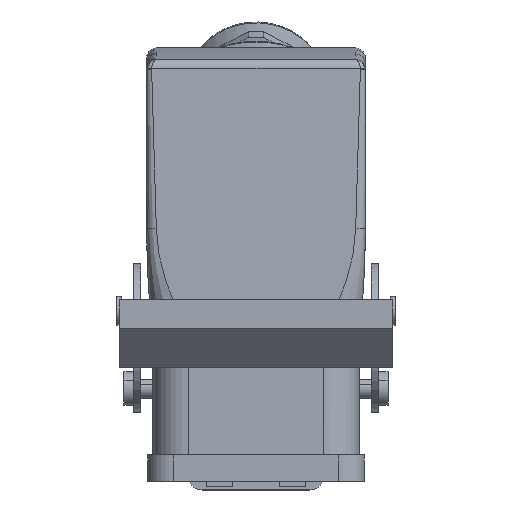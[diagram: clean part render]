
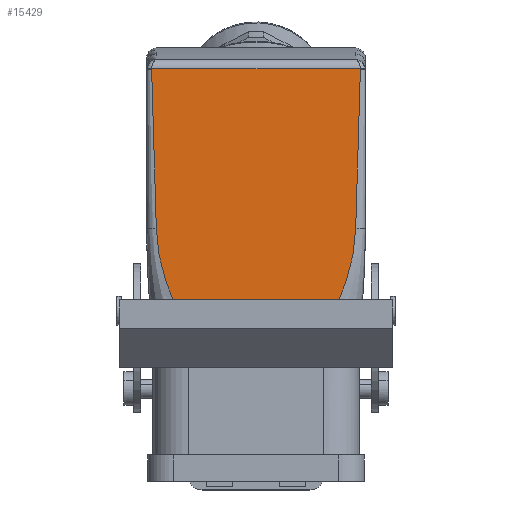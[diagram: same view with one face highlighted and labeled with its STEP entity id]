
A CAD part, front view. The second image highlights one B-rep face of the part: STEP entity #15429.
In plain terms, the highlighted planar face has unit normal (0, -1, 0.013).
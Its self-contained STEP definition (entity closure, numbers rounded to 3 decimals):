
#15323=AXIS2_PLACEMENT_3D('Plane Axis2P3D',#15320,#15321,#15322) ;
#8404=CARTESIAN_POINT('Vertex',(42.773,18.14,31.1)) ;
#8407=CARTESIAN_POINT('Line Origine',(29.,18.14,31.1)) ;
#8411=CARTESIAN_POINT('Vertex',(15.227,18.14,31.1)) ;
#14595=CARTESIAN_POINT('Vertex',(45.767,18.235,38.386)) ;
#14599=CARTESIAN_POINT('Control Point',(45.767,18.235,38.386)) ;
#14600=CARTESIAN_POINT('Control Point',(45.461,18.226,37.66)) ;
#14601=CARTESIAN_POINT('Control Point',(45.153,18.216,36.934)) ;
#14602=CARTESIAN_POINT('Control Point',(44.845,18.207,36.206)) ;
#14603=CARTESIAN_POINT('Control Point',(44.236,18.188,34.749)) ;
#14604=CARTESIAN_POINT('Control Point',(43.641,18.168,33.291)) ;
#14605=CARTESIAN_POINT('Control Point',(43.349,18.159,32.562)) ;
#14606=CARTESIAN_POINT('Control Point',(43.06,18.149,31.831)) ;
#14607=CARTESIAN_POINT('Control Point',(42.773,18.14,31.1)) ;
#15240=CARTESIAN_POINT('Vertex',(49.751,18.446,54.465)) ;
#15244=CARTESIAN_POINT('Control Point',(49.751,18.446,54.465)) ;
#15245=CARTESIAN_POINT('Control Point',(49.691,18.43,53.281)) ;
#15246=CARTESIAN_POINT('Control Point',(49.616,18.415,52.099)) ;
#15247=CARTESIAN_POINT('Control Point',(49.501,18.399,50.918)) ;
#15248=CARTESIAN_POINT('Control Point',(49.035,18.356,47.624)) ;
#15249=CARTESIAN_POINT('Control Point',(48.162,18.314,44.392)) ;
#15250=CARTESIAN_POINT('Control Point',(47.432,18.287,42.36)) ;
#15251=CARTESIAN_POINT('Control Point',(46.618,18.261,40.363)) ;
#15252=CARTESIAN_POINT('Control Point',(45.767,18.235,38.386)) ;
#15320=CARTESIAN_POINT('Axis2P3D Location',(29.,19.186,111.015)) ;
#15326=CARTESIAN_POINT('Control Point',(7.271,18.879,87.565)) ;
#15327=CARTESIAN_POINT('Control Point',(7.278,18.87,86.91)) ;
#15328=CARTESIAN_POINT('Control Point',(7.287,18.862,86.257)) ;
#15329=CARTESIAN_POINT('Control Point',(7.296,18.853,85.605)) ;
#15330=CARTESIAN_POINT('Control Point',(7.315,18.836,84.267)) ;
#15331=CARTESIAN_POINT('Control Point',(7.338,18.818,82.922)) ;
#15332=CARTESIAN_POINT('Control Point',(7.347,18.811,82.39)) ;
#15333=CARTESIAN_POINT('Control Point',(7.432,18.751,77.821)) ;
#15334=CARTESIAN_POINT('Control Point',(7.549,18.692,73.252)) ;
#15335=CARTESIAN_POINT('Control Point',(7.668,18.641,69.375)) ;
#15336=CARTESIAN_POINT('Control Point',(7.839,18.571,64.066)) ;
#15337=CARTESIAN_POINT('Control Point',(8.05,18.502,58.759)) ;
#15338=CARTESIAN_POINT('Control Point',(8.11,18.483,57.327)) ;
#15339=CARTESIAN_POINT('Control Point',(8.176,18.464,55.896)) ;
#15340=CARTESIAN_POINT('Control Point',(8.249,18.446,54.465)) ;
#15341=CARTESIAN_POINT('Vertex',(8.249,18.446,54.465)) ;
#15343=CARTESIAN_POINT('Vertex',(7.271,18.879,87.565)) ;
#15347=CARTESIAN_POINT('Control Point',(8.249,18.446,54.465)) ;
#15348=CARTESIAN_POINT('Control Point',(8.31,18.43,53.265)) ;
#15349=CARTESIAN_POINT('Control Point',(8.387,18.414,52.067)) ;
#15350=CARTESIAN_POINT('Control Point',(8.502,18.399,50.885)) ;
#15351=CARTESIAN_POINT('Control Point',(8.839,18.368,48.523)) ;
#15352=CARTESIAN_POINT('Control Point',(9.385,18.337,46.196)) ;
#15353=CARTESIAN_POINT('Control Point',(9.707,18.322,45.054)) ;
#15354=CARTESIAN_POINT('Control Point',(10.364,18.296,43.019)) ;
#15355=CARTESIAN_POINT('Control Point',(11.13,18.27,41.021)) ;
#15356=CARTESIAN_POINT('Control Point',(11.488,18.258,40.138)) ;
#15357=CARTESIAN_POINT('Control Point',(11.857,18.247,39.26)) ;
#15358=CARTESIAN_POINT('Control Point',(12.233,18.235,38.386)) ;
#15359=CARTESIAN_POINT('Vertex',(12.233,18.235,38.386)) ;
#15363=CARTESIAN_POINT('Control Point',(12.233,18.235,38.386)) ;
#15364=CARTESIAN_POINT('Control Point',(12.723,18.22,37.224)) ;
#15365=CARTESIAN_POINT('Control Point',(13.217,18.205,36.062)) ;
#15366=CARTESIAN_POINT('Control Point',(13.706,18.19,34.897)) ;
#15367=CARTESIAN_POINT('Control Point',(14.301,18.17,33.439)) ;
#15368=CARTESIAN_POINT('Control Point',(14.882,18.151,31.977)) ;
#15369=CARTESIAN_POINT('Control Point',(14.997,18.147,31.685)) ;
#15370=CARTESIAN_POINT('Control Point',(15.112,18.144,31.393)) ;
#15371=CARTESIAN_POINT('Control Point',(15.227,18.14,31.1)) ;
#15374=CARTESIAN_POINT('Control Point',(50.729,18.879,87.565)) ;
#15375=CARTESIAN_POINT('Control Point',(50.722,18.87,86.91)) ;
#15376=CARTESIAN_POINT('Control Point',(50.713,18.862,86.257)) ;
#15377=CARTESIAN_POINT('Control Point',(50.704,18.853,85.605)) ;
#15378=CARTESIAN_POINT('Control Point',(50.685,18.836,84.267)) ;
#15379=CARTESIAN_POINT('Control Point',(50.662,18.818,82.922)) ;
#15380=CARTESIAN_POINT('Control Point',(50.653,18.811,82.39)) ;
#15381=CARTESIAN_POINT('Control Point',(50.568,18.751,77.821)) ;
#15382=CARTESIAN_POINT('Control Point',(50.451,18.692,73.252)) ;
#15383=CARTESIAN_POINT('Control Point',(50.332,18.641,69.375)) ;
#15384=CARTESIAN_POINT('Control Point',(50.161,18.571,64.066)) ;
#15385=CARTESIAN_POINT('Control Point',(49.95,18.502,58.759)) ;
#15386=CARTESIAN_POINT('Control Point',(49.89,18.483,57.327)) ;
#15387=CARTESIAN_POINT('Control Point',(49.824,18.464,55.896)) ;
#15388=CARTESIAN_POINT('Control Point',(49.751,18.446,54.465)) ;
#15389=CARTESIAN_POINT('Vertex',(50.729,18.879,87.565)) ;
#15393=CARTESIAN_POINT('Control Point',(50.72,18.881,87.705)) ;
#15394=CARTESIAN_POINT('Control Point',(50.724,18.88,87.677)) ;
#15395=CARTESIAN_POINT('Control Point',(50.727,18.88,87.649)) ;
#15396=CARTESIAN_POINT('Control Point',(50.729,18.88,87.621)) ;
#15397=CARTESIAN_POINT('Control Point',(50.729,18.879,87.593)) ;
#15398=CARTESIAN_POINT('Control Point',(50.729,18.879,87.565)) ;
#15399=CARTESIAN_POINT('Vertex',(50.72,18.881,87.705)) ;
#15402=CARTESIAN_POINT('Line Origine',(29.,18.881,87.705)) ;
#15406=CARTESIAN_POINT('Vertex',(7.28,18.881,87.705)) ;
#15410=CARTESIAN_POINT('Control Point',(7.28,18.881,87.705)) ;
#15411=CARTESIAN_POINT('Control Point',(7.276,18.88,87.677)) ;
#15412=CARTESIAN_POINT('Control Point',(7.273,18.88,87.649)) ;
#15413=CARTESIAN_POINT('Control Point',(7.271,18.88,87.621)) ;
#15414=CARTESIAN_POINT('Control Point',(7.271,18.879,87.593)) ;
#15415=CARTESIAN_POINT('Control Point',(7.271,18.879,87.565)) ;
#8408=DIRECTION('Vector Direction',(-1.,0.,0.)) ;
#15321=DIRECTION('Axis2P3D Direction',(0.,-1.,0.013)) ;
#15322=DIRECTION('Axis2P3D XDirection',(-1.,0.,0.)) ;
#15403=DIRECTION('Vector Direction',(-1.,0.,0.)) ;
#8409=VECTOR('Line Direction',#8408,1.) ;
#15404=VECTOR('Line Direction',#15403,1.) ;
#15418=ORIENTED_EDGE('',*,*,#15345,.F.) ;
#15419=ORIENTED_EDGE('',*,*,#15361,.F.) ;
#15420=ORIENTED_EDGE('',*,*,#15372,.F.) ;
#15421=ORIENTED_EDGE('',*,*,#8413,.T.) ;
#15422=ORIENTED_EDGE('',*,*,#14608,.T.) ;
#15423=ORIENTED_EDGE('',*,*,#15253,.T.) ;
#15424=ORIENTED_EDGE('',*,*,#15391,.T.) ;
#15425=ORIENTED_EDGE('',*,*,#15401,.T.) ;
#15426=ORIENTED_EDGE('',*,*,#15408,.F.) ;
#15427=ORIENTED_EDGE('',*,*,#15416,.F.) ;
#15429=ADVANCED_FACE('Hauptk\X2\00F6\X0\rper',(#15428),#15324,.T.) ;
#14598=B_SPLINE_CURVE_WITH_KNOTS('',5,(#14599,#14600,#14601,#14602,#14603,#14604,#14605,#14606,#14607),.UNSPECIFIED.,.F.,.U.,(6,3,6),(110.431,114.292,118.152),.UNSPECIFIED.) ;
#15243=B_SPLINE_CURVE_WITH_KNOTS('',5,(#15244,#15245,#15246,#15247,#15248,#15249,#15250,#15251,#15252),.UNSPECIFIED.,.F.,.U.,(6,3,6),(82.302,88.249,98.976),.UNSPECIFIED.) ;
#15325=B_SPLINE_CURVE_WITH_KNOTS('',5,(#15326,#15327,#15328,#15329,#15330,#15331,#15332,#15333,#15334,#15335,#15336,#15337,#15338,#15339,#15340),.UNSPECIFIED.,.F.,.U.,(6,3,3,3,6),(0.,4.661,9.548,36.943,47.063),.UNSPECIFIED.) ;
#15346=B_SPLINE_CURVE_WITH_KNOTS('',5,(#15347,#15348,#15349,#15350,#15351,#15352,#15353,#15354,#15355,#15356,#15357,#15358),.UNSPECIFIED.,.F.,.U.,(6,3,3,6),(0.,8.511,16.891,23.611),.UNSPECIFIED.) ;
#15362=B_SPLINE_CURVE_WITH_KNOTS('',5,(#15363,#15364,#15365,#15366,#15367,#15368,#15369,#15370,#15371),.UNSPECIFIED.,.F.,.U.,(6,3,6),(0.,8.916,11.141),.UNSPECIFIED.) ;
#15373=B_SPLINE_CURVE_WITH_KNOTS('',5,(#15374,#15375,#15376,#15377,#15378,#15379,#15380,#15381,#15382,#15383,#15384,#15385,#15386,#15387,#15388),.UNSPECIFIED.,.F.,.U.,(6,3,3,3,6),(0.,4.661,9.548,36.943,47.063),.UNSPECIFIED.) ;
#15392=B_SPLINE_CURVE_WITH_KNOTS('',5,(#15393,#15394,#15395,#15396,#15397,#15398),.UNSPECIFIED.,.F.,.U.,(6,6),(0.,0.199),.UNSPECIFIED.) ;
#15409=B_SPLINE_CURVE_WITH_KNOTS('',5,(#15410,#15411,#15412,#15413,#15414,#15415),.UNSPECIFIED.,.F.,.U.,(6,6),(0.,0.199),.UNSPECIFIED.) ;
#8413=EDGE_CURVE('',#8412,#8405,#8410,.F.) ;
#14608=EDGE_CURVE('',#8405,#14596,#14598,.F.) ;
#15253=EDGE_CURVE('',#14596,#15241,#15243,.F.) ;
#15345=EDGE_CURVE('',#15342,#15344,#15325,.F.) ;
#15361=EDGE_CURVE('',#15360,#15342,#15346,.F.) ;
#15372=EDGE_CURVE('',#8412,#15360,#15362,.F.) ;
#15391=EDGE_CURVE('',#15241,#15390,#15373,.F.) ;
#15401=EDGE_CURVE('',#15390,#15400,#15392,.F.) ;
#15408=EDGE_CURVE('',#15407,#15400,#15405,.F.) ;
#15416=EDGE_CURVE('',#15344,#15407,#15409,.F.) ;
#15417=EDGE_LOOP('',(#15418,#15419,#15420,#15421,#15422,#15423,#15424,#15425,#15426,#15427)) ;
#15428=FACE_OUTER_BOUND('',#15417,.T.) ;
#8410=LINE('Line',#8407,#8409) ;
#15405=LINE('Line',#15402,#15404) ;
#15324=PLANE('',#15323) ;
#8405=VERTEX_POINT('',#8404) ;
#8412=VERTEX_POINT('',#8411) ;
#14596=VERTEX_POINT('',#14595) ;
#15241=VERTEX_POINT('',#15240) ;
#15342=VERTEX_POINT('',#15341) ;
#15344=VERTEX_POINT('',#15343) ;
#15360=VERTEX_POINT('',#15359) ;
#15390=VERTEX_POINT('',#15389) ;
#15400=VERTEX_POINT('',#15399) ;
#15407=VERTEX_POINT('',#15406) ;
